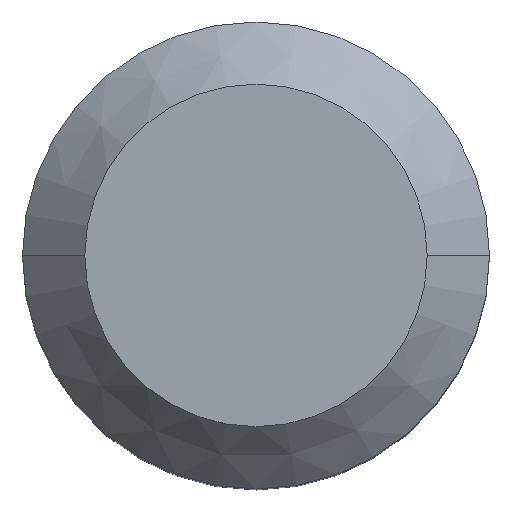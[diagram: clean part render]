
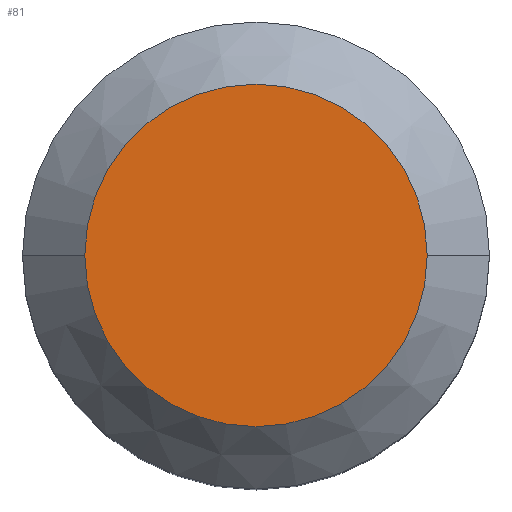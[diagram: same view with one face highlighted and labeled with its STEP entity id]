
A CAD part, top view. The second image highlights one B-rep face of the part: STEP entity #81.
In plain terms, the highlighted planar face has unit normal (0, 0, 1).
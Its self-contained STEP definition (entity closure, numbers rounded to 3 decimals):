
#81=ADVANCED_FACE('',(#185),#186,.T.);
#101=EDGE_CURVE('',#123,#131,#211,.T.);
#113=EDGE_CURVE('',#131,#123,#224,.T.);
#123=VERTEX_POINT('',#236);
#131=VERTEX_POINT('',#245);
#185=FACE_OUTER_BOUND('',#295,.T.);
#186=PLANE('',#296);
#211=CIRCLE('',#325,11.0);
#224=CIRCLE('',#343,11.0);
#236=CARTESIAN_POINT('',(-11.0,0.,40.0));
#245=CARTESIAN_POINT('',(11.0,0.,40.0));
#295=EDGE_LOOP('',(#420,#421));
#296=AXIS2_PLACEMENT_3D('',#422,#423,#424);
#325=AXIS2_PLACEMENT_3D('',#464,#465,#466);
#343=AXIS2_PLACEMENT_3D('',#477,#478,#479);
#420=ORIENTED_EDGE('',*,*,#113,.F.);
#421=ORIENTED_EDGE('',*,*,#101,.F.);
#422=CARTESIAN_POINT('',(5.5,0.,40.0));
#423=DIRECTION('',(0.0,0.,1.0));
#424=DIRECTION('',(-1.0,0.0,0.0));
#464=CARTESIAN_POINT('',(0.0,0.,40.0));
#465=DIRECTION('',(0.0,0.,-1.0));
#466=DIRECTION('',(1.0,0.0,0.0));
#477=CARTESIAN_POINT('',(0.0,0.,40.0));
#478=DIRECTION('',(0.0,0.,-1.0));
#479=DIRECTION('',(1.0,0.0,0.0));
